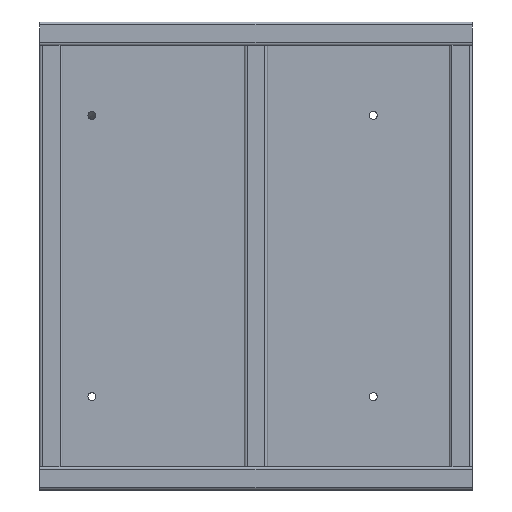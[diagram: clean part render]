
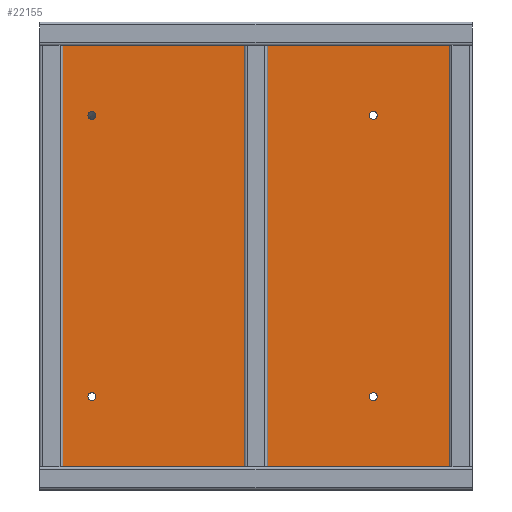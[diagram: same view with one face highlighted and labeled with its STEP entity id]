
A CAD part, front view. The second image highlights one B-rep face of the part: STEP entity #22155.
In plain terms, the highlighted planar face has unit normal (0, -1, 0).
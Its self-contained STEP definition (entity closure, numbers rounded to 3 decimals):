
#21998=CARTESIAN_POINT('Vertex',(98.859,-6.,38.)) ;
#22003=CARTESIAN_POINT('Line Origine',(98.859,-6.,-2.)) ;
#22007=CARTESIAN_POINT('Vertex',(98.859,-6.,-42.)) ;
#22038=CARTESIAN_POINT('Vertex',(24.859,-6.,38.)) ;
#22043=CARTESIAN_POINT('Line Origine',(61.859,-6.,38.)) ;
#22060=CARTESIAN_POINT('Axis2P3D Location',(0.,-6.,0.)) ;
#22065=CARTESIAN_POINT('Line Origine',(24.859,-6.,-2.)) ;
#22069=CARTESIAN_POINT('Vertex',(24.859,-6.,-42.)) ;
#22072=CARTESIAN_POINT('Line Origine',(61.859,-6.,-42.)) ;
#22083=CARTESIAN_POINT('Axis2P3D Location',(81.9,-6.,22.042)) ;
#22087=CARTESIAN_POINT('Vertex',(82.588,-6.,22.042)) ;
#22089=CARTESIAN_POINT('Vertex',(81.213,-6.,22.042)) ;
#22092=CARTESIAN_POINT('Axis2P3D Location',(81.9,-6.,22.042)) ;
#22101=CARTESIAN_POINT('Axis2P3D Location',(81.9,-6.,-26.042)) ;
#22105=CARTESIAN_POINT('Vertex',(82.588,-6.,-26.042)) ;
#22107=CARTESIAN_POINT('Vertex',(81.213,-6.,-26.042)) ;
#22110=CARTESIAN_POINT('Axis2P3D Location',(81.9,-6.,-26.042)) ;
#22119=CARTESIAN_POINT('Axis2P3D Location',(33.817,-6.,22.042)) ;
#22123=CARTESIAN_POINT('Vertex',(34.505,-6.,22.042)) ;
#22125=CARTESIAN_POINT('Vertex',(33.13,-6.,22.042)) ;
#22128=CARTESIAN_POINT('Axis2P3D Location',(33.817,-6.,22.042)) ;
#22137=CARTESIAN_POINT('Axis2P3D Location',(33.817,-6.,-26.042)) ;
#22141=CARTESIAN_POINT('Vertex',(34.505,-6.,-26.042)) ;
#22143=CARTESIAN_POINT('Vertex',(33.13,-6.,-26.042)) ;
#22146=CARTESIAN_POINT('Axis2P3D Location',(33.817,-6.,-26.042)) ;
#22004=DIRECTION('Vector Direction',(0.,0.,-0.039)) ;
#22044=DIRECTION('Vector Direction',(-0.039,0.,0.)) ;
#22061=DIRECTION('Axis2P3D Direction',(0.,0.039,0.)) ;
#22062=DIRECTION('Axis2P3D XDirection',(-0.039,0.,0.)) ;
#22066=DIRECTION('Vector Direction',(0.,0.,0.039)) ;
#22073=DIRECTION('Vector Direction',(0.039,0.,0.)) ;
#22084=DIRECTION('Axis2P3D Direction',(0.,0.039,0.)) ;
#22093=DIRECTION('Axis2P3D Direction',(0.,0.039,0.)) ;
#22102=DIRECTION('Axis2P3D Direction',(0.,0.039,0.)) ;
#22111=DIRECTION('Axis2P3D Direction',(0.,0.039,0.)) ;
#22120=DIRECTION('Axis2P3D Direction',(0.,0.039,0.)) ;
#22129=DIRECTION('Axis2P3D Direction',(0.,0.039,0.)) ;
#22138=DIRECTION('Axis2P3D Direction',(0.,0.039,0.)) ;
#22147=DIRECTION('Axis2P3D Direction',(0.,0.039,0.)) ;
#22063=AXIS2_PLACEMENT_3D('Plane Axis2P3D',#22060,#22061,#22062) ;
#22085=AXIS2_PLACEMENT_3D('Circle Axis2P3D',#22083,#22084,$) ;
#22094=AXIS2_PLACEMENT_3D('Circle Axis2P3D',#22092,#22093,$) ;
#22103=AXIS2_PLACEMENT_3D('Circle Axis2P3D',#22101,#22102,$) ;
#22112=AXIS2_PLACEMENT_3D('Circle Axis2P3D',#22110,#22111,$) ;
#22121=AXIS2_PLACEMENT_3D('Circle Axis2P3D',#22119,#22120,$) ;
#22130=AXIS2_PLACEMENT_3D('Circle Axis2P3D',#22128,#22129,$) ;
#22139=AXIS2_PLACEMENT_3D('Circle Axis2P3D',#22137,#22138,$) ;
#22148=AXIS2_PLACEMENT_3D('Circle Axis2P3D',#22146,#22147,$) ;
#22078=ORIENTED_EDGE('',*,*,#22047,.F.) ;
#22079=ORIENTED_EDGE('',*,*,#22071,.F.) ;
#22080=ORIENTED_EDGE('',*,*,#22076,.F.) ;
#22081=ORIENTED_EDGE('',*,*,#22009,.F.) ;
#22098=ORIENTED_EDGE('',*,*,#22091,.T.) ;
#22099=ORIENTED_EDGE('',*,*,#22096,.T.) ;
#22116=ORIENTED_EDGE('',*,*,#22109,.T.) ;
#22117=ORIENTED_EDGE('',*,*,#22114,.T.) ;
#22134=ORIENTED_EDGE('',*,*,#22127,.T.) ;
#22135=ORIENTED_EDGE('',*,*,#22132,.T.) ;
#22152=ORIENTED_EDGE('',*,*,#22145,.T.) ;
#22153=ORIENTED_EDGE('',*,*,#22150,.T.) ;
#22100=FACE_BOUND('',#22097,.T.) ;
#22118=FACE_BOUND('',#22115,.T.) ;
#22136=FACE_BOUND('',#22133,.T.) ;
#22154=FACE_BOUND('',#22151,.T.) ;
#22005=VECTOR('Line Direction',#22004,0.039) ;
#22045=VECTOR('Line Direction',#22044,0.039) ;
#22067=VECTOR('Line Direction',#22066,0.039) ;
#22074=VECTOR('Line Direction',#22073,0.039) ;
#22155=ADVANCED_FACE('',(#22082,#22100,#22118,#22136,#22154),#22064,.F.) ;
#22086=CIRCLE('generated circle',#22085,0.688) ;
#22095=CIRCLE('generated circle',#22094,0.688) ;
#22104=CIRCLE('generated circle',#22103,0.688) ;
#22113=CIRCLE('generated circle',#22112,0.688) ;
#22122=CIRCLE('generated circle',#22121,0.688) ;
#22131=CIRCLE('generated circle',#22130,0.688) ;
#22140=CIRCLE('generated circle',#22139,0.688) ;
#22149=CIRCLE('generated circle',#22148,0.688) ;
#22009=EDGE_CURVE('',#21999,#22008,#22006,.T.) ;
#22047=EDGE_CURVE('',#22039,#21999,#22046,.F.) ;
#22071=EDGE_CURVE('',#22070,#22039,#22068,.T.) ;
#22076=EDGE_CURVE('',#22008,#22070,#22075,.F.) ;
#22091=EDGE_CURVE('',#22088,#22090,#22086,.T.) ;
#22096=EDGE_CURVE('',#22090,#22088,#22095,.T.) ;
#22109=EDGE_CURVE('',#22106,#22108,#22104,.T.) ;
#22114=EDGE_CURVE('',#22108,#22106,#22113,.T.) ;
#22127=EDGE_CURVE('',#22124,#22126,#22122,.T.) ;
#22132=EDGE_CURVE('',#22126,#22124,#22131,.T.) ;
#22145=EDGE_CURVE('',#22142,#22144,#22140,.T.) ;
#22150=EDGE_CURVE('',#22144,#22142,#22149,.T.) ;
#22077=EDGE_LOOP('',(#22078,#22079,#22080,#22081)) ;
#22097=EDGE_LOOP('',(#22098,#22099)) ;
#22115=EDGE_LOOP('',(#22116,#22117)) ;
#22133=EDGE_LOOP('',(#22134,#22135)) ;
#22151=EDGE_LOOP('',(#22152,#22153)) ;
#22082=FACE_OUTER_BOUND('',#22077,.T.) ;
#22006=LINE('Line',#22003,#22005) ;
#22046=LINE('Line',#22043,#22045) ;
#22068=LINE('Line',#22065,#22067) ;
#22075=LINE('Line',#22072,#22074) ;
#22064=PLANE('Plane',#22063) ;
#21999=VERTEX_POINT('',#21998) ;
#22008=VERTEX_POINT('',#22007) ;
#22039=VERTEX_POINT('',#22038) ;
#22070=VERTEX_POINT('',#22069) ;
#22088=VERTEX_POINT('',#22087) ;
#22090=VERTEX_POINT('',#22089) ;
#22106=VERTEX_POINT('',#22105) ;
#22108=VERTEX_POINT('',#22107) ;
#22124=VERTEX_POINT('',#22123) ;
#22126=VERTEX_POINT('',#22125) ;
#22142=VERTEX_POINT('',#22141) ;
#22144=VERTEX_POINT('',#22143) ;
